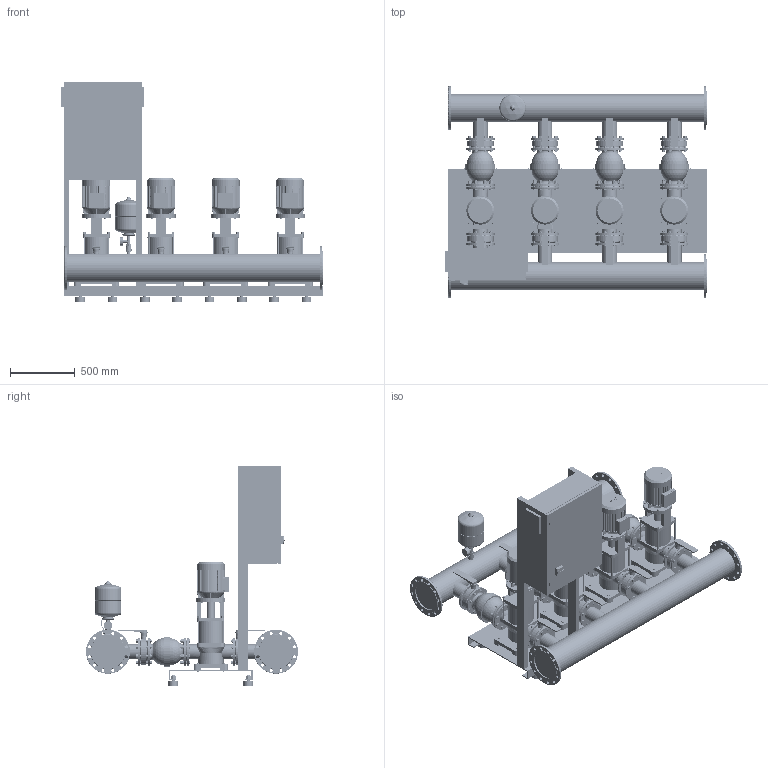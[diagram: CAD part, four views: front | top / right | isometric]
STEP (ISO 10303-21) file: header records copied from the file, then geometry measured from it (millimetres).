
FILE_DESCRIPTION((''),'2;1');
FILE_NAME('3d_COR-4MVI7001_1-2523269.stp','2011-08-26T14:50:14',(''),(''),'Mechanical Desktop 2009','Mechanical Desktop 2009',', , ');
FILE_SCHEMA(('CONFIG_CONTROL_DESIGN'));
Length unit declared in the file: millimetre
Products named in the file (1): Product
Bounding box: 2020 x 1639.55 x 1708 mm (x, y, z)
Volume: 521888579.7 mm3; surface area: 22683018.2 mm2
Topology: 242 solids, 242 shells, 7023 faces, 16823 edges, 10910 vertices
Faces by surface type: plane 3531, cylinder 1952, bspline 930, cone 432, torus 128, sphere 50
Full cylindrical faces by diameter (mm): 114.3 x8, 205 x8
Entity records: 220223 total; most frequent: CARTESIAN_POINT 54149, DIRECTION 34777, ORIENTED_EDGE 33550, EDGE_CURVE 16775, AXIS2_PLACEMENT_3D 12160, VERTEX_POINT 10898, VECTOR 10457, LINE 10457
